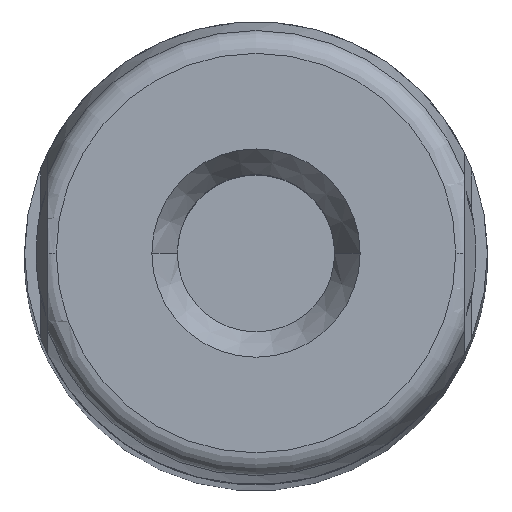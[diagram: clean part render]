
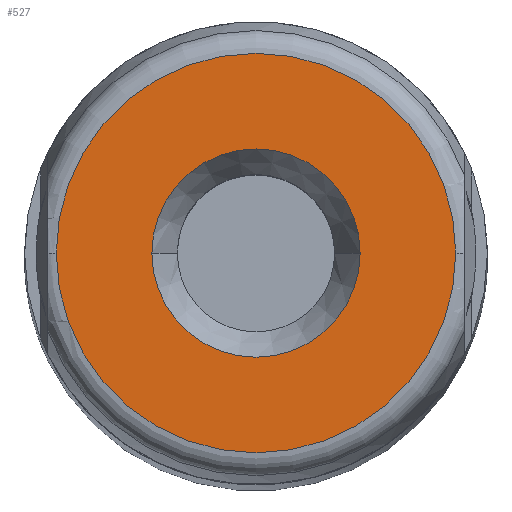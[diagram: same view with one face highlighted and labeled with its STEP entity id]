
A CAD part, top view. The second image highlights one B-rep face of the part: STEP entity #527.
In plain terms, the highlighted planar face has unit normal (0, 0, 1).
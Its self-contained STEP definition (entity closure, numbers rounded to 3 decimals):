
#2 = ORIENTED_EDGE ( 'NONE', *, *, #8, .T. ) ;
#8 = EDGE_CURVE ( 'NONE', #442, #344, #553, .T. ) ;
#305 = EDGE_CURVE ( 'NONE', #306, #335, #1076, .T. ) ;
#306 = VERTEX_POINT ( 'NONE', #1067 ) ;
#335 = VERTEX_POINT ( 'NONE', #1107 ) ;
#344 = VERTEX_POINT ( 'NONE', #1140 ) ;
#358 = EDGE_CURVE ( 'NONE', #344, #442, #1188, .T. ) ;
#442 = VERTEX_POINT ( 'NONE', #1351 ) ;
#505 = EDGE_LOOP ( 'NONE', ( #522, #524 ) ) ;
#517 = EDGE_CURVE ( 'NONE', #335, #306, #1461, .T. ) ;
#522 = ORIENTED_EDGE ( 'NONE', *, *, #517, .F. ) ;
#523 = ORIENTED_EDGE ( 'NONE', *, *, #358, .T. ) ;
#524 = ORIENTED_EDGE ( 'NONE', *, *, #305, .F. ) ;
#526 = EDGE_LOOP ( 'NONE', ( #523, #2 ) ) ;
#527 = ADVANCED_FACE ( 'NONE', ( #1525, #1482 ), #1481, .F. ) ;
#548 = DIRECTION ( 'NONE',  ( 1., 0., 0. ) ) ;
#549 = DIRECTION ( 'NONE',  ( 0., 0., 1. ) ) ;
#550 = AXIS2_PLACEMENT_3D ( 'NONE', #555, #549, #548 ) ;
#553 = CIRCLE ( 'NONE', #550, 8.632 ) ;
#555 = CARTESIAN_POINT ( 'NONE',  ( 0., 0., 0. ) ) ;
#1032 = AXIS2_PLACEMENT_3D ( 'NONE', #1073, #1065, #1064 ) ;
#1064 = DIRECTION ( 'NONE',  ( 1., 0., 0. ) ) ;
#1065 = DIRECTION ( 'NONE',  ( 0., 0., 1. ) ) ;
#1067 = CARTESIAN_POINT ( 'NONE',  ( -4.5, 0., 0. ) ) ;
#1073 = CARTESIAN_POINT ( 'NONE',  ( 0., 0., 0. ) ) ;
#1076 = CIRCLE ( 'NONE', #1032, 4.5 ) ;
#1107 = CARTESIAN_POINT ( 'NONE',  ( 4.5, 0., 0. ) ) ;
#1140 = CARTESIAN_POINT ( 'NONE',  ( 8.632, 0., 0. ) ) ;
#1184 = DIRECTION ( 'NONE',  ( 1., 0., 0. ) ) ;
#1185 = DIRECTION ( 'NONE',  ( 0., 0., 1. ) ) ;
#1186 = CARTESIAN_POINT ( 'NONE',  ( 0., 0., 0. ) ) ;
#1187 = AXIS2_PLACEMENT_3D ( 'NONE', #1186, #1185, #1184 ) ;
#1188 = CIRCLE ( 'NONE', #1187, 8.632 ) ;
#1351 = CARTESIAN_POINT ( 'NONE',  ( -8.632, 0., 0. ) ) ;
#1461 = CIRCLE ( 'NONE', #1491, 4.5 ) ;
#1481 = PLANE ( 'NONE',  #1528 ) ;
#1482 = FACE_OUTER_BOUND ( 'NONE', #526, .T. ) ;
#1483 = DIRECTION ( 'NONE',  ( 0., 0., 1. ) ) ;
#1484 = CARTESIAN_POINT ( 'NONE',  ( 0., 0., 0. ) ) ;
#1491 = AXIS2_PLACEMENT_3D ( 'NONE', #1484, #1483, #1531 ) ;
#1517 = DIRECTION ( 'NONE',  ( -1., 0., 0. ) ) ;
#1519 = CARTESIAN_POINT ( 'NONE',  ( 0., 0., 0. ) ) ;
#1525 = FACE_BOUND ( 'NONE', #505, .T. ) ;
#1527 = DIRECTION ( 'NONE',  ( 0., 0., -1. ) ) ;
#1528 = AXIS2_PLACEMENT_3D ( 'NONE', #1519, #1527, #1517 ) ;
#1531 = DIRECTION ( 'NONE',  ( 1., 0., 0. ) ) ;
